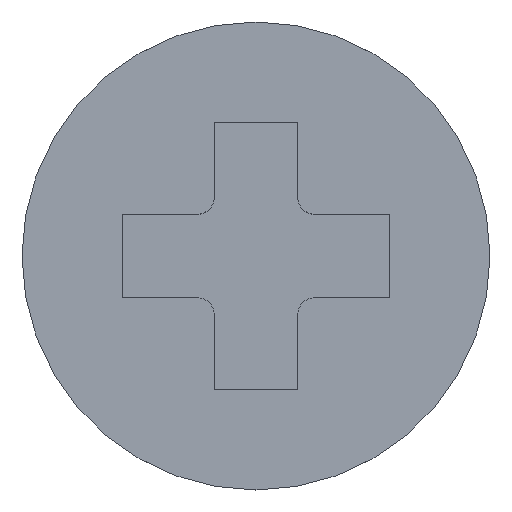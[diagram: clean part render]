
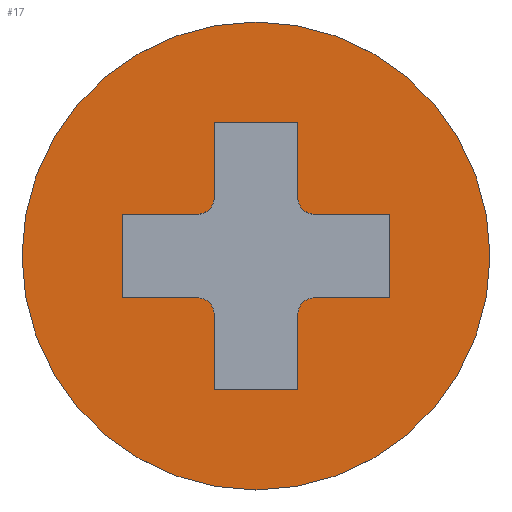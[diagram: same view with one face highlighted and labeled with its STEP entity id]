
A CAD part, top view. The second image highlights one B-rep face of the part: STEP entity #17.
In plain terms, the highlighted planar face has unit normal (0, 0, 1).
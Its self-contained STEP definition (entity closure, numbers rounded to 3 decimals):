
#17 = ADVANCED_FACE('',(#18,#152),#163,.T.);
#18 = FACE_BOUND('',#19,.T.);
#19 = EDGE_LOOP('',(#20,#30,#38,#46,#55,#63,#71,#79,#88,#96,#104,#112,
    #121,#129,#137,#145));
#20 = ORIENTED_EDGE('',*,*,#21,.T.);
#21 = EDGE_CURVE('',#22,#24,#26,.T.);
#22 = VERTEX_POINT('',#23);
#23 = CARTESIAN_POINT('',(-0.35,-0.25,0.8));
#24 = VERTEX_POINT('',#25);
#25 = CARTESIAN_POINT('',(-0.8,-0.25,0.8));
#26 = LINE('',#27,#28);
#27 = CARTESIAN_POINT('',(-0.4,-0.25,0.8));
#28 = VECTOR('',#29,1.);
#29 = DIRECTION('',(-1.,0.,0.));
#30 = ORIENTED_EDGE('',*,*,#31,.T.);
#31 = EDGE_CURVE('',#24,#32,#34,.T.);
#32 = VERTEX_POINT('',#33);
#33 = CARTESIAN_POINT('',(-0.8,0.25,0.8));
#34 = LINE('',#35,#36);
#35 = CARTESIAN_POINT('',(-0.8,0.125,0.8));
#36 = VECTOR('',#37,1.);
#37 = DIRECTION('',(0.,1.,0.));
#38 = ORIENTED_EDGE('',*,*,#39,.T.);
#39 = EDGE_CURVE('',#32,#40,#42,.T.);
#40 = VERTEX_POINT('',#41);
#41 = CARTESIAN_POINT('',(-0.35,0.25,0.8));
#42 = LINE('',#43,#44);
#43 = CARTESIAN_POINT('',(-0.125,0.25,0.8));
#44 = VECTOR('',#45,1.);
#45 = DIRECTION('',(1.,0.,0.));
#46 = ORIENTED_EDGE('',*,*,#47,.F.);
#47 = EDGE_CURVE('',#48,#40,#50,.T.);
#48 = VERTEX_POINT('',#49);
#49 = CARTESIAN_POINT('',(-0.25,0.35,0.8));
#50 = CIRCLE('',#51,0.1);
#51 = AXIS2_PLACEMENT_3D('',#52,#53,#54);
#52 = CARTESIAN_POINT('',(-0.35,0.35,0.8));
#53 = DIRECTION('',(0.,0.,-1.));
#54 = DIRECTION('',(0.,-1.,0.));
#55 = ORIENTED_EDGE('',*,*,#56,.F.);
#56 = EDGE_CURVE('',#57,#48,#59,.T.);
#57 = VERTEX_POINT('',#58);
#58 = CARTESIAN_POINT('',(-0.25,0.8,0.8));
#59 = LINE('',#60,#61);
#60 = CARTESIAN_POINT('',(-0.25,0.125,0.8));
#61 = VECTOR('',#62,1.);
#62 = DIRECTION('',(0.,-1.,0.));
#63 = ORIENTED_EDGE('',*,*,#64,.F.);
#64 = EDGE_CURVE('',#65,#57,#67,.T.);
#65 = VERTEX_POINT('',#66);
#66 = CARTESIAN_POINT('',(0.25,0.8,0.8));
#67 = LINE('',#68,#69);
#68 = CARTESIAN_POINT('',(-0.125,0.8,0.8));
#69 = VECTOR('',#70,1.);
#70 = DIRECTION('',(-1.,0.,0.));
#71 = ORIENTED_EDGE('',*,*,#72,.F.);
#72 = EDGE_CURVE('',#73,#65,#75,.T.);
#73 = VERTEX_POINT('',#74);
#74 = CARTESIAN_POINT('',(0.25,0.35,0.8));
#75 = LINE('',#76,#77);
#76 = CARTESIAN_POINT('',(0.25,0.4,0.8));
#77 = VECTOR('',#78,1.);
#78 = DIRECTION('',(0.,1.,0.));
#79 = ORIENTED_EDGE('',*,*,#80,.F.);
#80 = EDGE_CURVE('',#81,#73,#83,.T.);
#81 = VERTEX_POINT('',#82);
#82 = CARTESIAN_POINT('',(0.35,0.25,0.8));
#83 = CIRCLE('',#84,0.1);
#84 = AXIS2_PLACEMENT_3D('',#85,#86,#87);
#85 = CARTESIAN_POINT('',(0.35,0.35,0.8));
#86 = DIRECTION('',(0.,0.,-1.));
#87 = DIRECTION('',(0.,-1.,0.));
#88 = ORIENTED_EDGE('',*,*,#89,.T.);
#89 = EDGE_CURVE('',#81,#90,#92,.T.);
#90 = VERTEX_POINT('',#91);
#91 = CARTESIAN_POINT('',(0.8,0.25,0.8));
#92 = LINE('',#93,#94);
#93 = CARTESIAN_POINT('',(0.4,0.25,0.8));
#94 = VECTOR('',#95,1.);
#95 = DIRECTION('',(1.,0.,0.));
#96 = ORIENTED_EDGE('',*,*,#97,.T.);
#97 = EDGE_CURVE('',#90,#98,#100,.T.);
#98 = VERTEX_POINT('',#99);
#99 = CARTESIAN_POINT('',(0.8,-0.25,0.8));
#100 = LINE('',#101,#102);
#101 = CARTESIAN_POINT('',(0.8,-0.125,0.8));
#102 = VECTOR('',#103,1.);
#103 = DIRECTION('',(0.,-1.,0.));
#104 = ORIENTED_EDGE('',*,*,#105,.T.);
#105 = EDGE_CURVE('',#98,#106,#108,.T.);
#106 = VERTEX_POINT('',#107);
#107 = CARTESIAN_POINT('',(0.35,-0.25,0.8));
#108 = LINE('',#109,#110);
#109 = CARTESIAN_POINT('',(0.125,-0.25,0.8));
#110 = VECTOR('',#111,1.);
#111 = DIRECTION('',(-1.,0.,0.));
#112 = ORIENTED_EDGE('',*,*,#113,.F.);
#113 = EDGE_CURVE('',#114,#106,#116,.T.);
#114 = VERTEX_POINT('',#115);
#115 = CARTESIAN_POINT('',(0.25,-0.35,0.8));
#116 = CIRCLE('',#117,0.1);
#117 = AXIS2_PLACEMENT_3D('',#118,#119,#120);
#118 = CARTESIAN_POINT('',(0.35,-0.35,0.8));
#119 = DIRECTION('',(0.,0.,-1.));
#120 = DIRECTION('',(0.,-1.,0.));
#121 = ORIENTED_EDGE('',*,*,#122,.F.);
#122 = EDGE_CURVE('',#123,#114,#125,.T.);
#123 = VERTEX_POINT('',#124);
#124 = CARTESIAN_POINT('',(0.25,-0.8,0.8));
#125 = LINE('',#126,#127);
#126 = CARTESIAN_POINT('',(0.25,-0.125,0.8));
#127 = VECTOR('',#128,1.);
#128 = DIRECTION('',(0.,1.,0.));
#129 = ORIENTED_EDGE('',*,*,#130,.F.);
#130 = EDGE_CURVE('',#131,#123,#133,.T.);
#131 = VERTEX_POINT('',#132);
#132 = CARTESIAN_POINT('',(-0.25,-0.8,0.8));
#133 = LINE('',#134,#135);
#134 = CARTESIAN_POINT('',(0.125,-0.8,0.8));
#135 = VECTOR('',#136,1.);
#136 = DIRECTION('',(1.,0.,0.));
#137 = ORIENTED_EDGE('',*,*,#138,.F.);
#138 = EDGE_CURVE('',#139,#131,#141,.T.);
#139 = VERTEX_POINT('',#140);
#140 = CARTESIAN_POINT('',(-0.25,-0.35,0.8));
#141 = LINE('',#142,#143);
#142 = CARTESIAN_POINT('',(-0.25,-0.4,0.8));
#143 = VECTOR('',#144,1.);
#144 = DIRECTION('',(0.,-1.,0.));
#145 = ORIENTED_EDGE('',*,*,#146,.F.);
#146 = EDGE_CURVE('',#22,#139,#147,.T.);
#147 = CIRCLE('',#148,0.1);
#148 = AXIS2_PLACEMENT_3D('',#149,#150,#151);
#149 = CARTESIAN_POINT('',(-0.35,-0.35,0.8));
#150 = DIRECTION('',(0.,0.,-1.));
#151 = DIRECTION('',(0.,-1.,0.));
#152 = FACE_BOUND('',#153,.T.);
#153 = EDGE_LOOP('',(#154));
#154 = ORIENTED_EDGE('',*,*,#155,.T.);
#155 = EDGE_CURVE('',#156,#156,#158,.T.);
#156 = VERTEX_POINT('',#157);
#157 = CARTESIAN_POINT('',(-1.4,0.,0.8));
#158 = CIRCLE('',#159,1.4);
#159 = AXIS2_PLACEMENT_3D('',#160,#161,#162);
#160 = CARTESIAN_POINT('',(0.,0.,0.8));
#161 = DIRECTION('',(0.,0.,1.));
#162 = DIRECTION('',(-1.,0.,0.));
#163 = PLANE('',#164);
#164 = AXIS2_PLACEMENT_3D('',#165,#166,#167);
#165 = CARTESIAN_POINT('',(0.,0.,0.8));
#166 = DIRECTION('',(0.,0.,1.));
#167 = DIRECTION('',(-1.,0.,0.));
